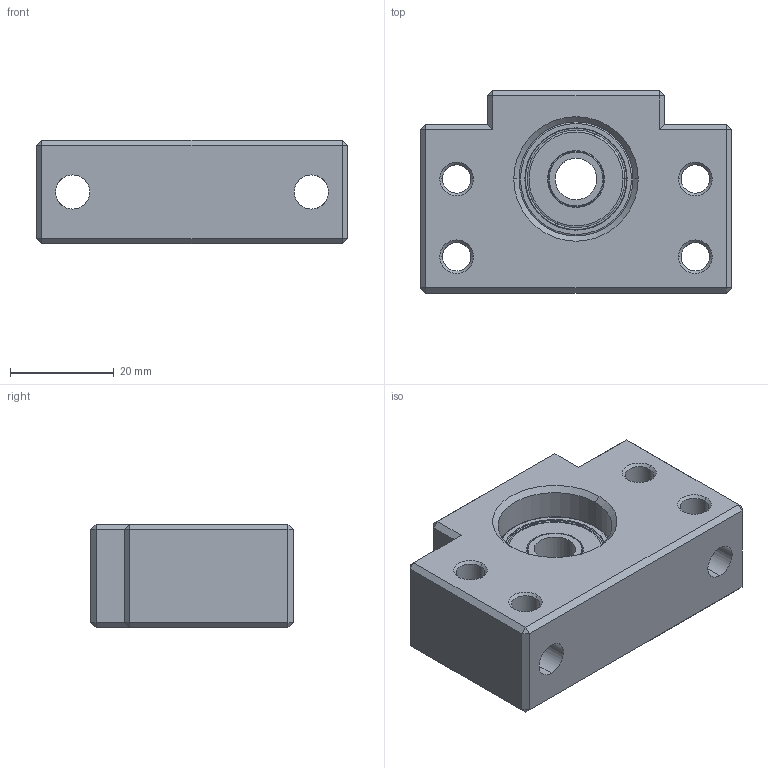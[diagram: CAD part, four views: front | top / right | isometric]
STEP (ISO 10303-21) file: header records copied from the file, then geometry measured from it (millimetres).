
FILE_DESCRIPTION (( 'STEP AP214' ), '1' );
FILE_NAME ('BF10.STEP', '2025-11-07T08:58:58', ( '' ), ( '' ), 'SwSTEP 2.0', 'SolidWorks 2024', '' );
FILE_SCHEMA (( 'AUTOMOTIVE_DESIGN' ));
Length unit declared in the file: millimetre
Products named in the file (1): BF10
Bounding box: 60 x 39 x 20 mm (x, y, z)
Volume: 32884.5 mm3; surface area: 13481.9 mm2
Topology: 12 solids, 12 shells, 519 faces, 1323 edges, 835 vertices
Faces by surface type: plane 222, bspline 105, torus 82, cylinder 54, cone 28, sphere 28
Entity records: 23002 total; most frequent: CARTESIAN_POINT 11065, ORIENTED_EDGE 2562, DIRECTION 2204, EDGE_CURVE 1281, VERTEX_POINT 807, AXIS2_PLACEMENT_3D 750, LINE 704, VECTOR 704
